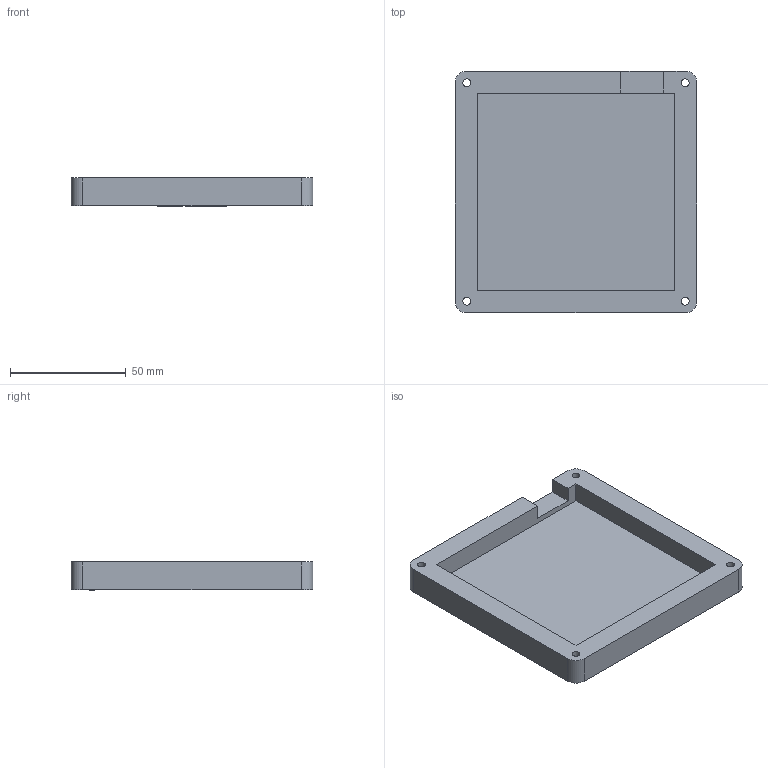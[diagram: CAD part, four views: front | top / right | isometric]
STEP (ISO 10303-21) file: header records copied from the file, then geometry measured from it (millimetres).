
FILE_DESCRIPTION(/* description */ (''),/* implementation_level */ '2;1');
FILE_NAME(/* name */ 'Bottom.step',/* time_stamp */ '2025-06-22T17:57:41+02:00',/* author */ (''),/* organization */ (''),/* preprocessor_version */ 'ST-DEVELOPER v20.1',/* originating_system */ 'Autodesk Translation Framework v14.10.0.0',/* authorisation */ '');
FILE_SCHEMA (('AUTOMOTIVE_DESIGN { 1 0 10303 214 3 1 1 }'));
Length unit declared in the file: millimetre
Products named in the file (1): Body
Bounding box: 104.5 x 104.5 x 12.2 mm (x, y, z)
Volume: 63180.7 mm3; surface area: 30245 mm2
Topology: 1 solids, 1 shells, 426 faces, 1167 edges, 778 vertices
Faces by surface type: bspline 271, plane 143, cylinder 12
Full cylindrical faces by diameter (mm): 3.4 x4, 6 x4
Entity records: 16001 total; most frequent: CARTESIAN_POINT 6979, ORIENTED_EDGE 2334, EDGE_CURVE 1167, DIRECTION 961, VERTEX_POINT 778, LINE 601, VECTOR 601, B_SPLINE_CURVE_WITH_KNOTS 542
